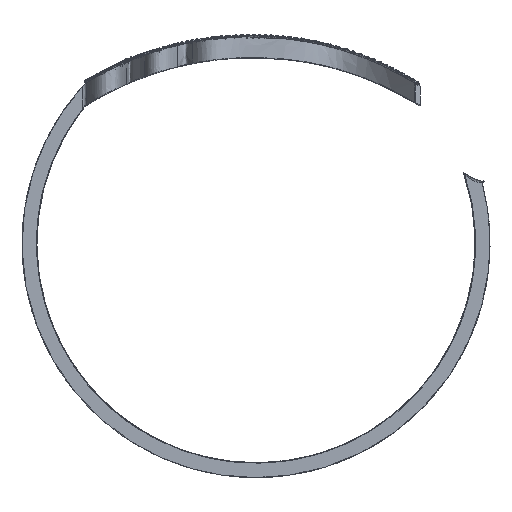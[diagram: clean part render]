
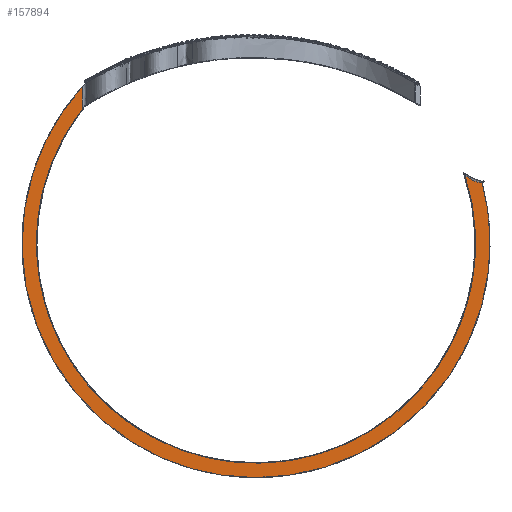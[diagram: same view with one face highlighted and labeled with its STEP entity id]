
A CAD part, front view. The second image highlights one B-rep face of the part: STEP entity #157894.
In plain terms, the highlighted free-form (B-spline) face has degree [3, 3] with [7, 7] control points.
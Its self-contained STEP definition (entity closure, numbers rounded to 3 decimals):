
#157858 = VERTEX_POINT('',#157859);
#157859 = CARTESIAN_POINT('',(15.826,2.24,
    4.127));
#157866 = EDGE_CURVE('',#157867,#157858,#157869,.T.);
#157867 = VERTEX_POINT('',#157868);
#157868 = CARTESIAN_POINT('',(-12.141,2.24,
    10.958));
#157869 = ( BOUNDED_CURVE() B_SPLINE_CURVE(2,(#157870,#157871,#157872,
#157873,#157874),.UNSPECIFIED.,.F.,.F.) B_SPLINE_CURVE_WITH_KNOTS((3,2,3
    ),(0.018,2.083,4.149),
.PIECEWISE_BEZIER_KNOTS.) CURVE() GEOMETRIC_REPRESENTATION_ITEM() 
RATIONAL_B_SPLINE_CURVE((1.,0.512,1.,0.512,1.)) 
REPRESENTATION_ITEM('') );
#157870 = CARTESIAN_POINT('',(-12.141,2.24,
    10.958));
#157871 = CARTESIAN_POINT('',(-30.501,2.24,
    -9.386));
#157872 = CARTESIAN_POINT('',(-3.881,2.24,
    -15.888));
#157873 = CARTESIAN_POINT('',(22.74,2.24,
    -22.39));
#157874 = CARTESIAN_POINT('',(15.826,2.24,
    4.127));
#157894 = ADVANCED_FACE('',(#157895),#157949,.T.);
#157895 = FACE_BOUND('',#157896,.T.);
#157896 = EDGE_LOOP('',(#157897,#157906,#157915,#157925,#157941,#157948)
  );
#157897 = ORIENTED_EDGE('',*,*,#157898,.T.);
#157898 = EDGE_CURVE('',#157858,#157899,#157901,.T.);
#157899 = VERTEX_POINT('',#157900);
#157900 = CARTESIAN_POINT('',(15.838,2.24,
    4.263));
#157901 = B_SPLINE_CURVE_WITH_KNOTS('',3,(#157902,#157903,#157904,
    #157905),.UNSPECIFIED.,.F.,.F.,(4,4),(0.,0.),
  .PIECEWISE_BEZIER_KNOTS.);
#157902 = CARTESIAN_POINT('',(15.826,2.24,
    4.127));
#157903 = CARTESIAN_POINT('',(15.814,2.24,
    4.172));
#157904 = CARTESIAN_POINT('',(15.819,2.24,
    4.22));
#157905 = CARTESIAN_POINT('',(15.838,2.24,
    4.263));
#157906 = ORIENTED_EDGE('',*,*,#157907,.T.);
#157907 = EDGE_CURVE('',#157899,#157908,#157910,.T.);
#157908 = VERTEX_POINT('',#157909);
#157909 = CARTESIAN_POINT('',(15.791,2.24,
    4.259));
#157910 = B_SPLINE_CURVE_WITH_KNOTS('',3,(#157911,#157912,#157913,
    #157914),.UNSPECIFIED.,.F.,.F.,(4,4),(0.,0.),
  .PIECEWISE_BEZIER_KNOTS.);
#157911 = CARTESIAN_POINT('',(15.838,2.24,
    4.263));
#157912 = CARTESIAN_POINT('',(15.822,2.24,
    4.261));
#157913 = CARTESIAN_POINT('',(15.806,2.24,
    4.259));
#157914 = CARTESIAN_POINT('',(15.791,2.24,
    4.259));
#157915 = ORIENTED_EDGE('',*,*,#157916,.T.);
#157916 = EDGE_CURVE('',#157908,#157917,#157919,.T.);
#157917 = VERTEX_POINT('',#157918);
#157918 = CARTESIAN_POINT('',(14.599,2.24,
    4.738));
#157919 = B_SPLINE_CURVE_WITH_KNOTS('',3,(#157920,#157921,#157922,
    #157923,#157924),.UNSPECIFIED.,.F.,.F.,(4,1,4),(0.,
    0.001,0.001),.UNSPECIFIED.);
#157920 = CARTESIAN_POINT('',(15.791,2.24,
    4.259));
#157921 = CARTESIAN_POINT('',(15.573,2.24,
    4.248));
#157922 = CARTESIAN_POINT('',(15.154,2.24,
    4.404));
#157923 = CARTESIAN_POINT('',(14.777,2.24,4.613
    ));
#157924 = CARTESIAN_POINT('',(14.599,2.24,
    4.738));
#157925 = ORIENTED_EDGE('',*,*,#157926,.T.);
#157926 = EDGE_CURVE('',#157917,#157927,#157929,.T.);
#157927 = VERTEX_POINT('',#157928);
#157928 = CARTESIAN_POINT('',(-12.141,2.24,
    9.39));
#157929 = B_SPLINE_CURVE_WITH_KNOTS('',3,(#157930,#157931,#157932,
    #157933,#157934,#157935,#157936,#157937,#157938,#157939,#157940),
  .UNSPECIFIED.,.F.,.F.,(4,1,1,1,1,1,1,1,4),(0.,
    0.006,0.013,0.019,
    0.025,0.031,0.037,
    0.044,0.05),.UNSPECIFIED.);
#157930 = CARTESIAN_POINT('',(14.599,2.24,
    4.738));
#157931 = CARTESIAN_POINT('',(15.418,2.24,
    2.214));
#157932 = CARTESIAN_POINT('',(15.71,2.24,
    -3.211));
#157933 = CARTESIAN_POINT('',(12.118,2.24,
    -10.511));
#157934 = CARTESIAN_POINT('',(5.363,2.24,
    -15.116));
#157935 = CARTESIAN_POINT('',(-2.738,2.24,
    -15.804));
#157936 = CARTESIAN_POINT('',(-10.173,2.24,
    -12.4));
#157937 = CARTESIAN_POINT('',(-14.947,2.24,
    -5.82));
#157938 = CARTESIAN_POINT('',(-15.87,2.24,
    2.307));
#157939 = CARTESIAN_POINT('',(-13.765,2.24,
    7.29));
#157940 = CARTESIAN_POINT('',(-12.141,2.24,
    9.39));
#157941 = ORIENTED_EDGE('',*,*,#157942,.T.);
#157942 = EDGE_CURVE('',#157927,#157867,#157943,.T.);
#157943 = B_SPLINE_CURVE_WITH_KNOTS('',3,(#157944,#157945,#157946,
    #157947),.UNSPECIFIED.,.F.,.F.,(4,4),(0.,
    0.001),.PIECEWISE_BEZIER_KNOTS.);
#157944 = CARTESIAN_POINT('',(-12.141,2.24,
    9.39));
#157945 = CARTESIAN_POINT('',(-12.141,2.24,
    9.912));
#157946 = CARTESIAN_POINT('',(-12.141,2.24,
    10.435));
#157947 = CARTESIAN_POINT('',(-12.141,2.24,
    10.958));
#157948 = ORIENTED_EDGE('',*,*,#157866,.T.);
#157949 = ( BOUNDED_SURFACE() B_SPLINE_SURFACE(3,3,(
    (#157950,#157951,#157952,#157953,#157954,#157955,#157956)
    ,(#157957,#157958,#157959,#157960,#157961,#157962,#157963)
    ,(#157964,#157965,#157966,#157967,#157968,#157969,#157970)
    ,(#157971,#157972,#157973,#157974,#157975,#157976,#157977)
    ,(#157978,#157979,#157980,#157981,#157982,#157983,#157984)
    ,(#157985,#157986,#157987,#157988,#157989,#157990,#157991)
    ,(#157992,#157993,#157994,#157995,#157996,#157997,#157998
)),.UNSPECIFIED.,.F.,.F.,.F.) B_SPLINE_SURFACE_WITH_KNOTS((4,3,4),(4,3,4
    ),(0.033,1.,1.049),(0.,0.5,1.),.UNSPECIFIED.) 
GEOMETRIC_REPRESENTATION_ITEM() RATIONAL_B_SPLINE_SURFACE((
    (1.,0.669,0.669,1.,0.669,0.669
      ,1.)
    ,(1.,0.669,0.669,1.,0.669,0.669
      ,1.)
    ,(1.,0.669,0.669,1.,0.669,0.669
      ,1.)
    ,(1.,0.669,0.669,1.,0.669,0.669
      ,1.)
    ,(1.,0.669,0.669,1.,0.669,0.669
      ,1.)
    ,(1.,0.669,0.669,1.,0.669,0.669
      ,1.)
    ,(1.,0.669,0.669,1.,0.669,0.669
,1.))) REPRESENTATION_ITEM('') SURFACE() );
#157950 = CARTESIAN_POINT('',(-11.943,2.24,
    9.641));
#157951 = CARTESIAN_POINT('',(-20.253,2.24,
    -0.653));
#157952 = CARTESIAN_POINT('',(-15.533,2.24,
    -13.013));
#157953 = CARTESIAN_POINT('',(-2.476,2.24,
    -15.147));
#157954 = CARTESIAN_POINT('',(10.581,2.24,
    -17.282));
#157955 = CARTESIAN_POINT('',(18.991,2.24,
    -7.068));
#157956 = CARTESIAN_POINT('',(14.391,2.24,
    5.336));
#157957 = CARTESIAN_POINT('',(-11.943,2.24,
    10.152));
#157958 = CARTESIAN_POINT('',(-20.694,2.24,
    -0.143));
#157959 = CARTESIAN_POINT('',(-16.195,2.24,
    -12.883));
#157960 = CARTESIAN_POINT('',(-2.92,2.24,
    -15.4));
#157961 = CARTESIAN_POINT('',(10.355,2.24,
    -17.917));
#157962 = CARTESIAN_POINT('',(19.205,2.24,
    -7.708));
#157963 = CARTESIAN_POINT('',(14.83,2.24,
    5.075));
#157964 = CARTESIAN_POINT('',(-11.943,2.24,
    10.663));
#157965 = CARTESIAN_POINT('',(-21.134,2.24,
    0.368));
#157966 = CARTESIAN_POINT('',(-16.857,2.24,
    -12.753));
#157967 = CARTESIAN_POINT('',(-3.364,2.24,
    -15.653));
#157968 = CARTESIAN_POINT('',(10.128,2.24,
    -18.553));
#157969 = CARTESIAN_POINT('',(19.419,2.24,
    -8.348));
#157970 = CARTESIAN_POINT('',(15.269,2.24,
    4.814));
#157971 = CARTESIAN_POINT('',(-11.943,2.24,
    11.174));
#157972 = CARTESIAN_POINT('',(-21.574,2.24,
    0.879));
#157973 = CARTESIAN_POINT('',(-17.518,2.24,
    -12.622));
#157974 = CARTESIAN_POINT('',(-3.808,2.24,
    -15.905));
#157975 = CARTESIAN_POINT('',(9.902,2.24,
    -19.188));
#157976 = CARTESIAN_POINT('',(19.633,2.24,
    -8.987));
#157977 = CARTESIAN_POINT('',(15.708,2.24,
    4.553));
#157978 = CARTESIAN_POINT('',(-11.943,2.24,
    11.2));
#157979 = CARTESIAN_POINT('',(-21.597,2.24,
    0.905));
#157980 = CARTESIAN_POINT('',(-17.552,2.24,
    -12.616));
#157981 = CARTESIAN_POINT('',(-3.831,2.24,
    -15.918));
#157982 = CARTESIAN_POINT('',(9.89,2.24,
    -19.22));
#157983 = CARTESIAN_POINT('',(19.644,2.24,
    -9.02));
#157984 = CARTESIAN_POINT('',(15.731,2.24,
    4.54));
#157985 = CARTESIAN_POINT('',(-11.943,2.24,
    11.226));
#157986 = CARTESIAN_POINT('',(-21.619,2.24,
    0.931));
#157987 = CARTESIAN_POINT('',(-17.586,2.24,
    -12.609));
#157988 = CARTESIAN_POINT('',(-3.854,2.24,
    -15.931));
#157989 = CARTESIAN_POINT('',(9.879,2.24,
    -19.253));
#157990 = CARTESIAN_POINT('',(19.655,2.24,
    -9.053));
#157991 = CARTESIAN_POINT('',(15.753,2.24,
    4.526));
#157992 = CARTESIAN_POINT('',(-11.943,2.24,
    11.252));
#157993 = CARTESIAN_POINT('',(-21.642,2.24,
    0.957));
#157994 = CARTESIAN_POINT('',(-17.62,2.24,
    -12.603));
#157995 = CARTESIAN_POINT('',(-3.876,2.24,
    -15.944));
#157996 = CARTESIAN_POINT('',(9.867,2.24,
    -19.285));
#157997 = CARTESIAN_POINT('',(19.666,2.24,
    -9.085));
#157998 = CARTESIAN_POINT('',(15.775,2.24,
    4.513));
